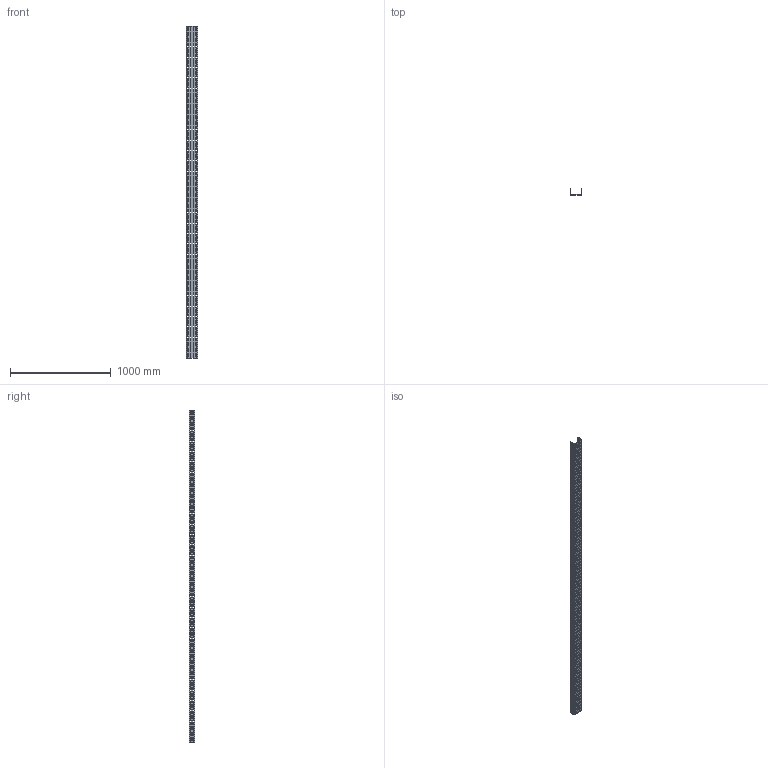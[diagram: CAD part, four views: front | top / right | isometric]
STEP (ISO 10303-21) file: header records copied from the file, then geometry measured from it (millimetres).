
FILE_DESCRIPTION(('FreeCAD Model'),'2;1');
FILE_NAME('Open CASCADE Shape Model','2025-05-28T12:45:59',('FreeCAD'),( 'FreeCAD'),'Open CASCADE STEP processor 7.6','FreeCAD','Unknown');
FILE_SCHEMA(('AUTOMOTIVE_DESIGN { 1 0 10303 214 1 1 1 1 }'));
Products named in the file (1): Open CASCADE STEP translator 7.6 1
Bounding box: 109.85 x 54.93 x 3295.65 mm (x, y, z)
Volume: 890310.2 mm3; surface area: 1166366.6 mm2
Topology: 1 solids, 1 shells, 2422 faces, 7244 edges, 4824 vertices
Faces by surface type: bspline 2422
Entity records: 79710 total; most frequent: CARTESIAN_POINT 38617, ORIENTED_EDGE 14488, EDGE_CURVE 7244, VERTEX_POINT 4824, B_SPLINE_CURVE_WITH_KNOTS 4356, FACE_BOUND 3382, EDGE_LOOP 3382, ADVANCED_FACE 2422
